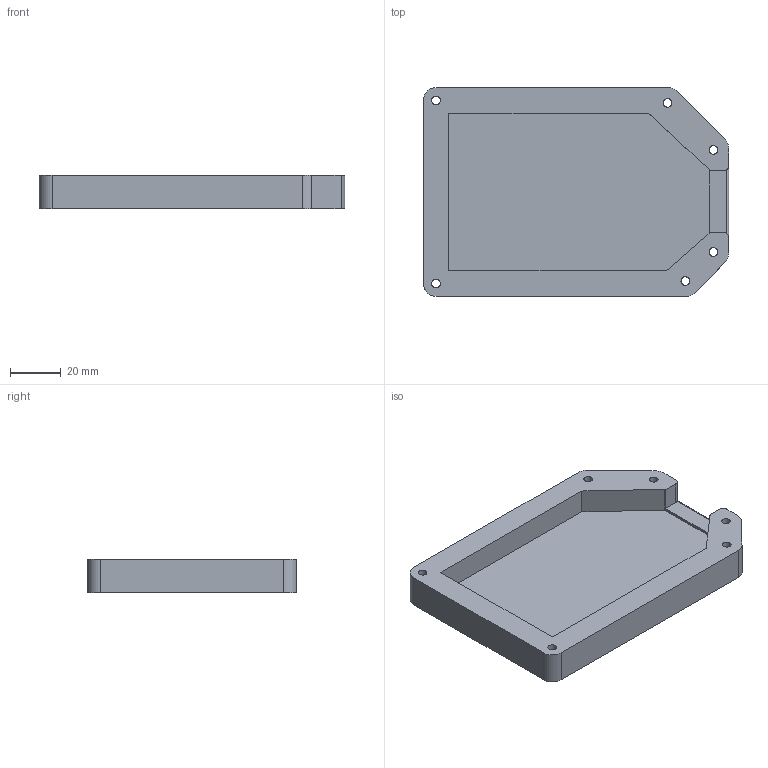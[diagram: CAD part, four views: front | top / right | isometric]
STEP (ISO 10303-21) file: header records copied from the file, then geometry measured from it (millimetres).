
FILE_DESCRIPTION(/* description */ ('','CAx-IF Rec.Pracs.---Representation and Presentation of Product Manufacturing Information (PMI)---4.0---2014-10-13'),/* implementation_level */ '2;1');
FILE_NAME(/* name */ 'body.step',/* time_stamp */ '2025-02-15T11:26:43+08:00',/* author */ (''),/* organization */ (''),/* preprocessor_version */ 'ST-DEVELOPER v20',/* originating_system */ 'Autodesk Translation Framework v13.20.0.188',/* authorisation */ '');
FILE_SCHEMA (('AP242_MANAGED_MODEL_BASED_3D_ENGINEERING_MIM_LF { 1 0 10303 442 1 1 4 }'));
Length unit declared in the file: millimetre
Products named in the file (2): meowpad; meowpad_1
Assembly tree (1 placements, depth 2):
  meowpad
    meowpad_1
Bounding box: 120 x 82 x 13 mm (x, y, z)
Volume: 60932.9 mm3; surface area: 27480.8 mm2
Topology: 1 solids, 1 shells, 45 faces, 111 edges, 74 vertices
Faces by surface type: plane 24, cylinder 21
Full cylindrical faces by diameter (mm): 3.4 x6, 6 x6
Entity records: 1436 total; most frequent: CARTESIAN_POINT 251, DIRECTION 245, ORIENTED_EDGE 222, EDGE_CURVE 111, AXIS2_PLACEMENT_3D 88, VERTEX_POINT 74, LINE 69, VECTOR 69
